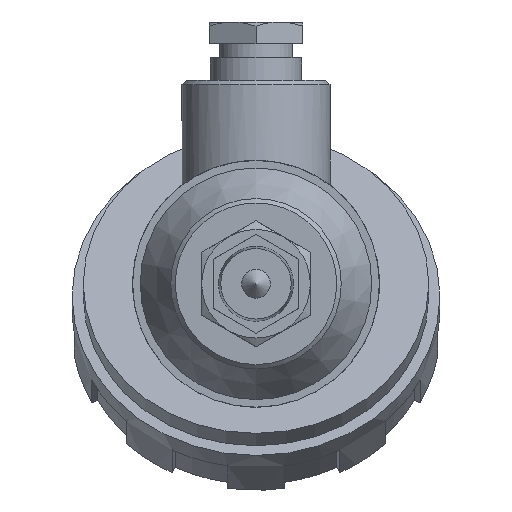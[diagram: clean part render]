
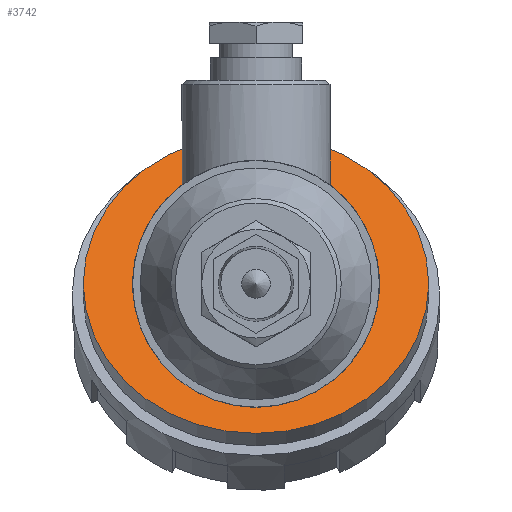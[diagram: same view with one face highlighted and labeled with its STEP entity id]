
A CAD part, left-side view. The second image highlights one B-rep face of the part: STEP entity #3742.
In plain terms, the highlighted planar face has unit normal (-0.866, 0, 0.5).
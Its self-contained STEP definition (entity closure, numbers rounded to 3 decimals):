
#1220=CARTESIAN_POINT('',(15.457,-6.282,26.773));
#1221=VERTEX_POINT('',#1220);
#1222=CARTESIAN_POINT('',(15.457,6.282,26.773));
#1223=VERTEX_POINT('',#1222);
#1282=CARTESIAN_POINT('',(0.2,0.0,0.346));
#1283=DIRECTION('',(0.866,0.0,-0.5));
#1284=DIRECTION('',(0.5,0.0,0.866));
#1285=AXIS2_PLACEMENT_3D('',#1282,#1283,#1284);
#1286=ELLIPSE('',#1285,33.,16.5);
#1287=EDGE_CURVE('',#1223,#1221,#1286,.T.);
#3716=CARTESIAN_POINT('',(9.625,0.0,16.671));
#3717=DIRECTION('',(-0.866,0.0,0.5));
#3718=DIRECTION('',(0.5,0.0,0.866));
#3719=AXIS2_PLACEMENT_3D('',#3716,#3717,#3718);
#3720=PLANE('',#3719);
#3721=CARTESIAN_POINT('',(19.25,0.0,33.342));
#3722=VERTEX_POINT('',#3721);
#3723=CARTESIAN_POINT('',(0.,0.0,0.));
#3724=DIRECTION('',(0.866,0.0,-0.5));
#3725=DIRECTION('',(0.5,0.0,0.866));
#3726=AXIS2_PLACEMENT_3D('',#3723,#3724,#3725);
#3727=CIRCLE('',#3726,38.5);
#3728=EDGE_CURVE('',#3722,#3722,#3727,.T.);
#3729=ORIENTED_EDGE('',*,*,#3728,.F.);
#3730=EDGE_LOOP('',(#3729));
#3731=FACE_OUTER_BOUND('',#3730,.T.);
#3732=ORIENTED_EDGE('',*,*,#1287,.T.);
#3733=CARTESIAN_POINT('',(0.,0.0,0.0));
#3734=DIRECTION('',(0.866,0.0,-0.5));
#3735=DIRECTION('',(0.5,0.0,0.866));
#3736=AXIS2_PLACEMENT_3D('',#3733,#3734,#3735);
#3737=ELLIPSE('',#3736,31.754,27.5);
#3738=EDGE_CURVE('',#1221,#1223,#3737,.T.);
#3739=ORIENTED_EDGE('',*,*,#3738,.T.);
#3740=EDGE_LOOP('',(#3732,#3739));
#3741=FACE_BOUND('',#3740,.T.);
#3742=ADVANCED_FACE('',(#3731,#3741),#3720,.T.);
